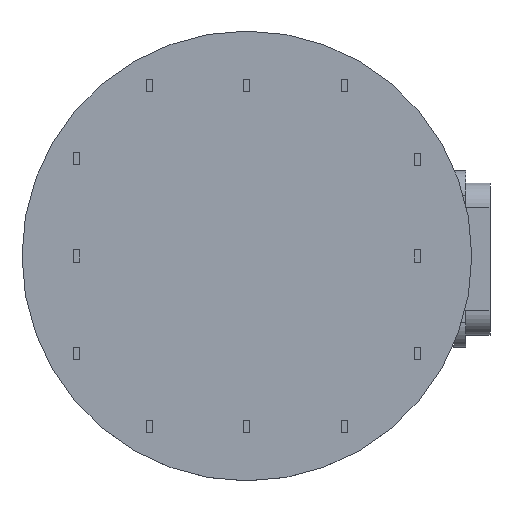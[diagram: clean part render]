
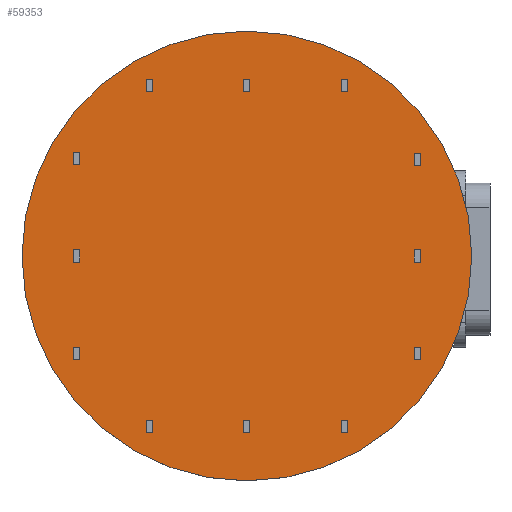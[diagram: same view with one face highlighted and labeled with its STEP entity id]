
A CAD part, top view. The second image highlights one B-rep face of the part: STEP entity #59353.
In plain terms, the highlighted planar face has unit normal (0, 0, 1).
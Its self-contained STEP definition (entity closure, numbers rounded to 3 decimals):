
#59318 = VERTEX_POINT('',#59319);
#59319 = CARTESIAN_POINT('',(18.5,0.,0.91));
#59325 = EDGE_CURVE('',#59318,#59318,#59326,.T.);
#59326 = CIRCLE('',#59327,18.5);
#59327 = AXIS2_PLACEMENT_3D('',#59328,#59329,#59330);
#59328 = CARTESIAN_POINT('',(0.,0.,0.91));
#59329 = DIRECTION('',(0.,0.,1.));
#59330 = DIRECTION('',(1.,0.,-0.));
#59353 = ADVANCED_FACE('',(#59354),#59357,.T.);
#59354 = FACE_BOUND('',#59355,.T.);
#59355 = EDGE_LOOP('',(#59356));
#59356 = ORIENTED_EDGE('',*,*,#59325,.T.);
#59357 = PLANE('',#59358);
#59358 = AXIS2_PLACEMENT_3D('',#59359,#59360,#59361);
#59359 = CARTESIAN_POINT('',(0.,0.,0.91));
#59360 = DIRECTION('',(0.,0.,1.));
#59361 = DIRECTION('',(1.,0.,-0.));
